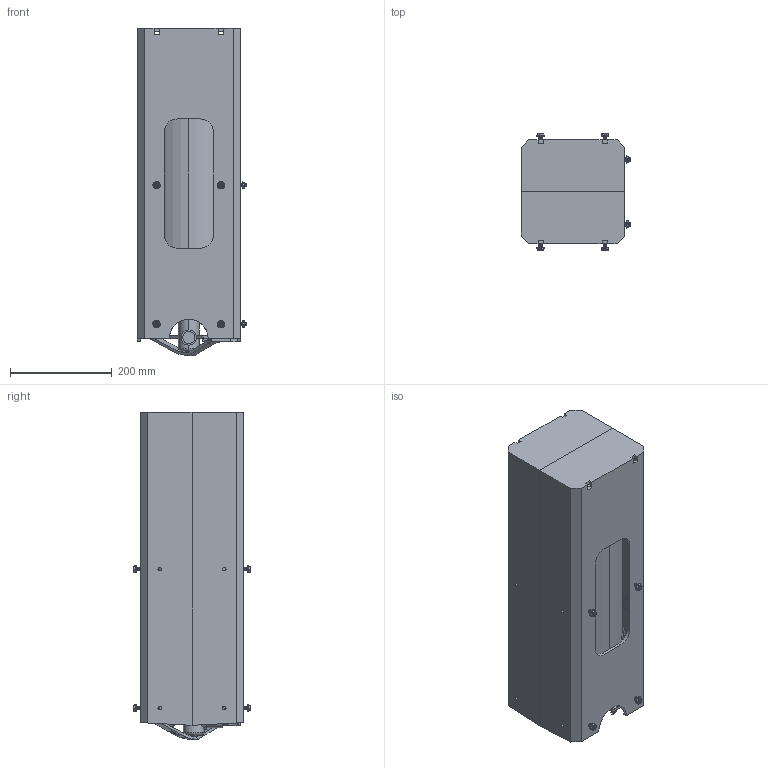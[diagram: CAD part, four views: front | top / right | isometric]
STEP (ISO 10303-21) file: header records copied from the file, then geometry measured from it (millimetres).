
FILE_DESCRIPTION (( 'STEP AP203' ), '1' );
FILE_NAME ('CM6060.STEP', '2014-08-29T15:49:22', ( 'jgonzalez' ), ( '' ), 'SwSTEP 2.0', 'SolidWorks 2014', '' );
FILE_SCHEMA (( 'CONFIG_CONTROL_DESIGN' ));
Length unit declared in the file: inch
Products named in the file (13): CM6000P - BOX; red Tension arm; CM6000P -HOOK; guide clamp; CM-60; conical spring; scba 60 minute tank; CM6060P; CM-60 (in use); CM6060; 2037; 2042_MSHXNUT 0.250-20-S-N; 7037
Assembly tree (50 placements, depth 3):
  CM6060
    CM6000P -HOOK
    CM-60
    scba 60 minute tank
    CM-60 (in use)
    7037
      2037  x8
      2042_MSHXNUT 0.250-20-S-N  x8
    CM6060P
      CM6000P - BOX
      red Tension arm  x4
      guide clamp  x4
      CM6000P -HOOK
      CM-60
      CM-60 (in use)
      conical spring  x8
    2042_MSHXNUT 0.250-20-S-N  x4
    2037  x4
Bounding box: 215.9 x 228.6 x 642.88 mm (x, y, z)
Volume: 16956932.2 mm3; surface area: 1619259.9 mm2
Topology: 55 solids, 55 shells, 2538 faces, 5808 edges, 3428 vertices
Faces by surface type: cone 762, plane 704, cylinder 684, torus 282, bspline 66, sphere 40
Entity records: 30855 total; most frequent: CARTESIAN_POINT 11782, DIRECTION 3597, ORIENTED_EDGE 3400, EDGE_CURVE 1700, AXIS2_PLACEMENT_3D 1305, VERTEX_POINT 1055, VECTOR 987, LINE 987
